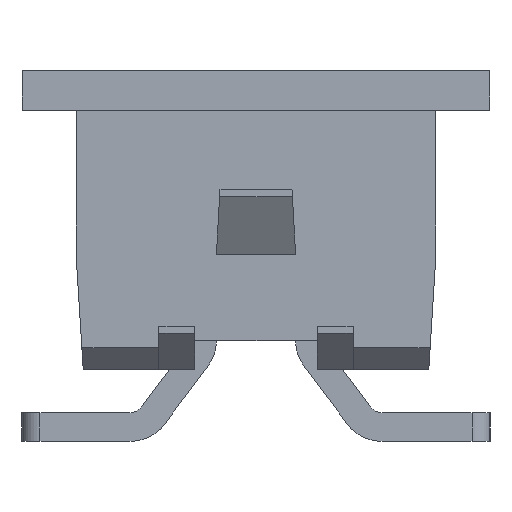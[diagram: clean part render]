
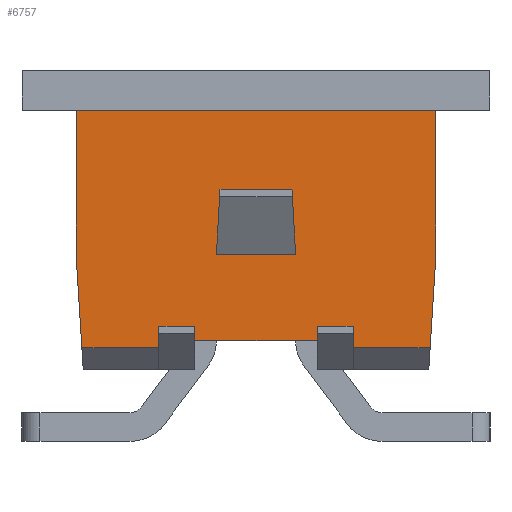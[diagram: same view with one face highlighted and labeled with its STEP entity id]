
A CAD part, left-side view. The second image highlights one B-rep face of the part: STEP entity #6757.
In plain terms, the highlighted planar face has unit normal (-1, 0, 0).
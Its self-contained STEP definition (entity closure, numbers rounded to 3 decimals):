
#503=ORIENTED_EDGE('',*,*,#2395,.T.);
#504=ORIENTED_EDGE('',*,*,#2375,.T.);
#505=ORIENTED_EDGE('',*,*,#2396,.F.);
#506=ORIENTED_EDGE('',*,*,#2383,.F.);
#507=ORIENTED_EDGE('',*,*,#2397,.T.);
#508=ORIENTED_EDGE('',*,*,#2398,.T.);
#509=ORIENTED_EDGE('',*,*,#2399,.F.);
#510=ORIENTED_EDGE('',*,*,#2400,.T.);
#511=ORIENTED_EDGE('',*,*,#2401,.F.);
#512=ORIENTED_EDGE('',*,*,#2402,.F.);
#513=ORIENTED_EDGE('',*,*,#2403,.T.);
#514=ORIENTED_EDGE('',*,*,#2404,.T.);
#515=ORIENTED_EDGE('',*,*,#2405,.F.);
#516=ORIENTED_EDGE('',*,*,#2406,.F.);
#517=ORIENTED_EDGE('',*,*,#2407,.F.);
#518=ORIENTED_EDGE('',*,*,#2408,.T.);
#519=ORIENTED_EDGE('',*,*,#2409,.T.);
#520=ORIENTED_EDGE('',*,*,#2410,.T.);
#2375=EDGE_CURVE('',#3303,#3304,#3987,.T.);
#2383=EDGE_CURVE('',#3309,#3310,#3995,.T.);
#2395=EDGE_CURVE('',#3309,#3303,#4007,.T.);
#2396=EDGE_CURVE('',#3310,#3304,#4008,.T.);
#2397=EDGE_CURVE('',#3319,#3320,#4009,.T.);
#2398=EDGE_CURVE('',#3320,#3321,#4010,.T.);
#2399=EDGE_CURVE('',#3322,#3321,#4011,.T.);
#2400=EDGE_CURVE('',#3322,#3323,#4012,.T.);
#2401=EDGE_CURVE('',#3324,#3323,#4013,.T.);
#2402=EDGE_CURVE('',#3325,#3324,#4014,.T.);
#2403=EDGE_CURVE('',#3325,#3326,#4015,.T.);
#2404=EDGE_CURVE('',#3326,#3327,#4016,.T.);
#2405=EDGE_CURVE('',#3328,#3327,#4017,.T.);
#2406=EDGE_CURVE('',#3329,#3328,#4018,.T.);
#2407=EDGE_CURVE('',#3330,#3329,#4019,.T.);
#2408=EDGE_CURVE('',#3330,#3331,#4020,.T.);
#2409=EDGE_CURVE('',#3331,#3332,#4021,.T.);
#2410=EDGE_CURVE('',#3332,#3319,#4022,.T.);
#3303=VERTEX_POINT('',#9739);
#3304=VERTEX_POINT('',#9740);
#3309=VERTEX_POINT('',#9754);
#3310=VERTEX_POINT('',#9756);
#3319=VERTEX_POINT('',#9783);
#3320=VERTEX_POINT('',#9784);
#3321=VERTEX_POINT('',#9786);
#3322=VERTEX_POINT('',#9788);
#3323=VERTEX_POINT('',#9790);
#3324=VERTEX_POINT('',#9792);
#3325=VERTEX_POINT('',#9794);
#3326=VERTEX_POINT('',#9796);
#3327=VERTEX_POINT('',#9798);
#3328=VERTEX_POINT('',#9800);
#3329=VERTEX_POINT('',#9802);
#3330=VERTEX_POINT('',#9804);
#3331=VERTEX_POINT('',#9806);
#3332=VERTEX_POINT('',#9808);
#3987=LINE('',#9738,#4929);
#3995=LINE('',#9755,#4937);
#4007=LINE('',#9780,#4949);
#4008=LINE('',#9781,#4950);
#4009=LINE('',#9782,#4951);
#4010=LINE('',#9785,#4952);
#4011=LINE('',#9787,#4953);
#4012=LINE('',#9789,#4954);
#4013=LINE('',#9791,#4955);
#4014=LINE('',#9793,#4956);
#4015=LINE('',#9795,#4957);
#4016=LINE('',#9797,#4958);
#4017=LINE('',#9799,#4959);
#4018=LINE('',#9801,#4960);
#4019=LINE('',#9803,#4961);
#4020=LINE('',#9805,#4962);
#4021=LINE('',#9807,#4963);
#4022=LINE('',#9809,#4964);
#4929=VECTOR('',#7870,1000.);
#4937=VECTOR('',#7882,1000.);
#4949=VECTOR('',#7902,1000.);
#4950=VECTOR('',#7903,1000.);
#4951=VECTOR('',#7904,1000.);
#4952=VECTOR('',#7905,1000.);
#4953=VECTOR('',#7906,1000.);
#4954=VECTOR('',#7907,1000.);
#4955=VECTOR('',#7908,1000.);
#4956=VECTOR('',#7909,1000.);
#4957=VECTOR('',#7910,1000.);
#4958=VECTOR('',#7911,1000.);
#4959=VECTOR('',#7912,1000.);
#4960=VECTOR('',#7913,1000.);
#4961=VECTOR('',#7914,1000.);
#4962=VECTOR('',#7915,1000.);
#4963=VECTOR('',#7916,1000.);
#4964=VECTOR('',#7917,1000.);
#5677=EDGE_LOOP('',(#503,#504,#505,#506));
#5678=EDGE_LOOP('',(#507,#508,#509,#510,#511,#512,#513,#514,#515,#516,#517,
#518,#519,#520));
#6057=FACE_BOUND('',#5677,.T.);
#6058=FACE_BOUND('',#5678,.T.);
#6437=PLANE('',#7129);
#6757=ADVANCED_FACE('',(#6057,#6058),#6437,.F.);
#7129=AXIS2_PLACEMENT_3D('',#9779,#7900,#7901);
#7870=DIRECTION('',(0.,1.,0.));
#7882=DIRECTION('',(0.,1.,0.));
#7900=DIRECTION('',(1.,0.,0.));
#7901=DIRECTION('',(0.,0.,-1.));
#7902=DIRECTION('',(0.,-0.055,-0.998));
#7903=DIRECTION('',(0.,0.055,-0.998));
#7904=DIRECTION('',(0.,0.,1.));
#7905=DIRECTION('',(0.,-1.,0.));
#7906=DIRECTION('',(0.,0.,1.));
#7907=DIRECTION('',(0.,-1.,0.));
#7908=DIRECTION('',(0.,0.,-1.));
#7909=DIRECTION('',(0.,1.,0.));
#7910=DIRECTION('',(0.,0.,-1.));
#7911=DIRECTION('',(0.,-1.,0.));
#7912=DIRECTION('',(0.,0.062,-0.998));
#7913=DIRECTION('',(0.,0.,-1.));
#7914=DIRECTION('',(0.,-1.,0.));
#7915=DIRECTION('',(0.,0.,-1.));
#7916=DIRECTION('',(0.,-0.062,-0.998));
#7917=DIRECTION('',(0.,-1.,0.));
#9738=CARTESIAN_POINT('',(-14.985,-0.55,1.6));
#9739=CARTESIAN_POINT('',(-14.985,-0.55,1.6));
#9740=CARTESIAN_POINT('',(-14.985,0.55,1.6));
#9754=CARTESIAN_POINT('',(-14.985,-0.5,2.5));
#9755=CARTESIAN_POINT('',(-14.985,-0.55,2.5));
#9756=CARTESIAN_POINT('',(-14.985,0.5,2.5));
#9779=CARTESIAN_POINT('',(-14.985,2.5,3.6));
#9780=CARTESIAN_POINT('',(-14.985,-0.5,2.5));
#9781=CARTESIAN_POINT('',(-14.985,0.5,2.5));
#9782=CARTESIAN_POINT('',(-14.985,1.35,0.3));
#9783=CARTESIAN_POINT('',(-14.985,1.35,0.3));
#9784=CARTESIAN_POINT('',(-14.985,1.35,0.6));
#9785=CARTESIAN_POINT('',(-14.985,1.35,0.6));
#9786=CARTESIAN_POINT('',(-14.985,0.85,0.6));
#9787=CARTESIAN_POINT('',(-14.985,0.85,0.3));
#9788=CARTESIAN_POINT('',(-14.985,0.85,0.4));
#9789=CARTESIAN_POINT('',(-14.985,2.5,0.4));
#9790=CARTESIAN_POINT('',(-14.985,-0.85,0.4));
#9791=CARTESIAN_POINT('',(-14.985,-0.85,0.6));
#9792=CARTESIAN_POINT('',(-14.985,-0.85,0.6));
#9793=CARTESIAN_POINT('',(-14.985,-1.35,0.6));
#9794=CARTESIAN_POINT('',(-14.985,-1.35,0.6));
#9795=CARTESIAN_POINT('',(-14.985,-1.35,0.6));
#9796=CARTESIAN_POINT('',(-14.985,-1.35,0.3));
#9797=CARTESIAN_POINT('',(-14.985,2.5,0.3));
#9798=CARTESIAN_POINT('',(-14.985,-2.419,0.3));
#9799=CARTESIAN_POINT('',(-14.985,-2.605,3.281));
#9800=CARTESIAN_POINT('',(-14.985,-2.5,1.6));
#9801=CARTESIAN_POINT('',(-14.985,-2.5,3.6));
#9802=CARTESIAN_POINT('',(-14.985,-2.5,3.6));
#9803=CARTESIAN_POINT('',(-14.985,2.5,3.6));
#9804=CARTESIAN_POINT('',(-14.985,2.5,3.6));
#9805=CARTESIAN_POINT('',(-14.985,2.5,3.6));
#9806=CARTESIAN_POINT('',(-14.985,2.5,1.6));
#9807=CARTESIAN_POINT('',(-14.985,2.625,3.592));
#9808=CARTESIAN_POINT('',(-14.985,2.419,0.3));
#9809=CARTESIAN_POINT('',(-14.985,2.5,0.3));
